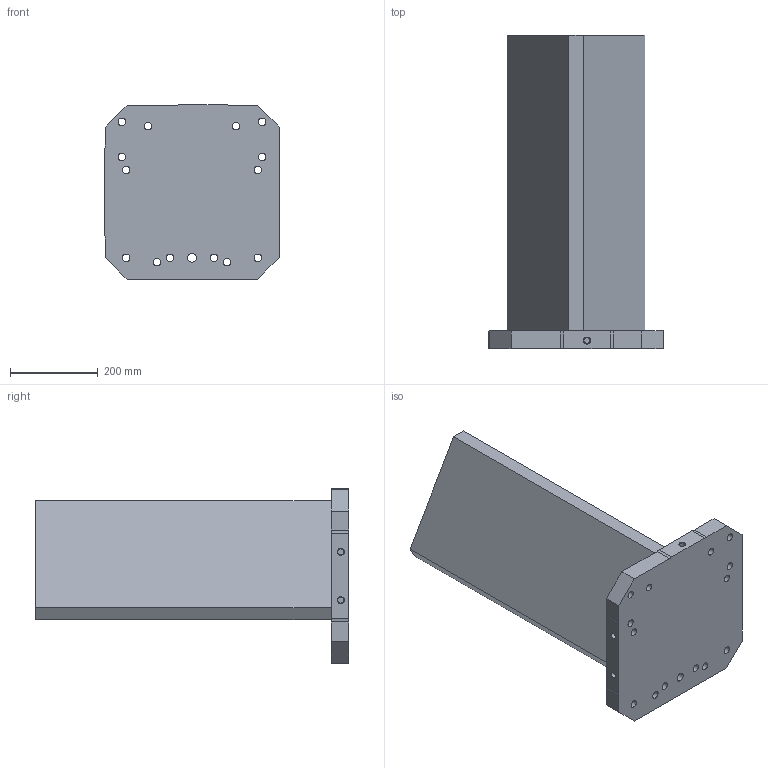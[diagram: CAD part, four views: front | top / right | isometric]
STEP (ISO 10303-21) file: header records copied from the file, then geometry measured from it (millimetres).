
FILE_DESCRIPTION(/* description */ ('STEP AP214'),/* implementation_level */ '2;1');
FILE_NAME(/* name */ 'SCHUNK-0431137 SAT-DR-R 400-710',/* time_stamp */ '2023-08-09T20:01:23+02:00',/* author */ ('License CC BY-ND 4.0'),/* organization */ ('CADENAS'),/* preprocessor_version */ 'ST-DEVELOPER v19.3',/* originating_system */ 'PARTsolutions',/* authorisation */ ' ');
FILE_SCHEMA (('AUTOMOTIVE_DESIGN {1 0 10303 214 3 1 1}'));
Length unit declared in the file: millimetre
Products named in the file (1): SCHUNK-0431137 SAT-DR-R 400-710
Bounding box: 398 x 714 x 398 mm (x, y, z)
Volume: 40014756.7 mm3; surface area: 1034813.6 mm2
Topology: 1 solids, 1 shells, 77 faces, 168 edges, 111 vertices
Faces by surface type: plane 38, cylinder 36, cone 3
Full cylindrical faces by diameter (mm): 13.835 x3, 17 x14, 20 x1, 26 x14
Entity records: 2048 total; most frequent: DIRECTION 364, CARTESIAN_POINT 322, ORIENTED_EDGE 266, EDGE_LOOP 160, FACE_BOUND 160, AXIS2_PLACEMENT_3D 153, EDGE_CURVE 133, VERTEX_POINT 111
